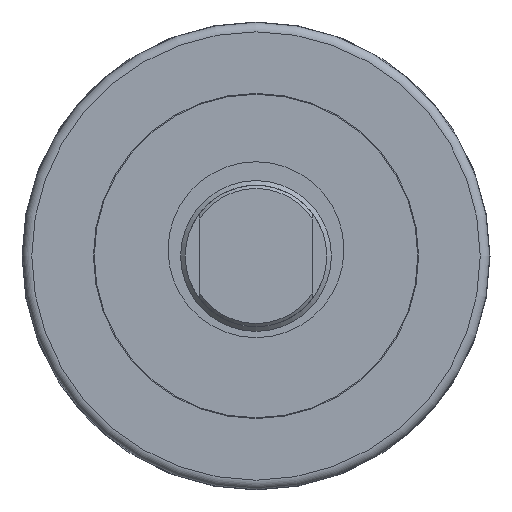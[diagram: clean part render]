
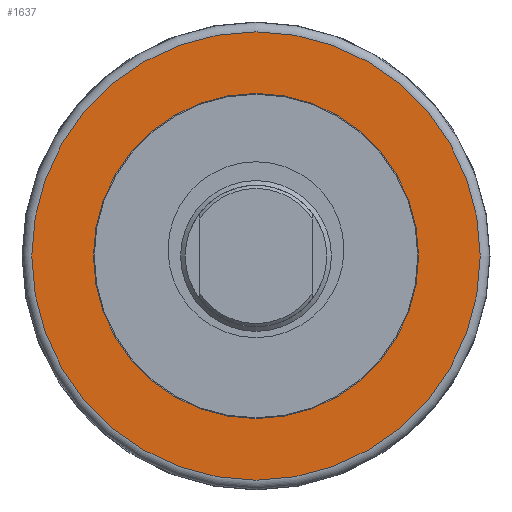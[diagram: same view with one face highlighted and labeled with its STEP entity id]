
A CAD part, left-side view. The second image highlights one B-rep face of the part: STEP entity #1637.
In plain terms, the highlighted planar face has unit normal (-1, 0, 0).
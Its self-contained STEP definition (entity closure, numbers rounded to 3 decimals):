
#84=FACE_BOUND('',#392,.T.);
#141=CIRCLE('',#1770,51.75);
#142=CIRCLE('',#1771,51.75);
#203=CIRCLE('',#1857,71.373);
#204=CIRCLE('',#1858,71.373);
#293=FACE_OUTER_BOUND('',#391,.T.);
#391=EDGE_LOOP('',(#1333,#1334));
#392=EDGE_LOOP('',(#1335,#1336));
#653=VERTEX_POINT('',#2694);
#654=VERTEX_POINT('',#2696);
#703=VERTEX_POINT('',#3021);
#704=VERTEX_POINT('',#3023);
#839=EDGE_CURVE('',#654,#653,#141,.T.);
#840=EDGE_CURVE('',#653,#654,#142,.T.);
#926=EDGE_CURVE('',#703,#704,#203,.T.);
#927=EDGE_CURVE('',#704,#703,#204,.T.);
#1333=ORIENTED_EDGE('',*,*,#927,.F.);
#1334=ORIENTED_EDGE('',*,*,#926,.F.);
#1335=ORIENTED_EDGE('',*,*,#839,.T.);
#1336=ORIENTED_EDGE('',*,*,#840,.T.);
#1473=PLANE('',#1859);
#1637=ADVANCED_FACE('',(#293,#84),#1473,.T.);
#1770=AXIS2_PLACEMENT_3D('',#2697,#2138,#2139);
#1771=AXIS2_PLACEMENT_3D('',#2698,#2140,#2141);
#1857=AXIS2_PLACEMENT_3D('',#3024,#2328,#2329);
#1858=AXIS2_PLACEMENT_3D('',#3025,#2330,#2331);
#1859=AXIS2_PLACEMENT_3D('',#3026,#2332,#2333);
#2138=DIRECTION('center_axis',(1.,0.,0.));
#2139=DIRECTION('ref_axis',(0.,1.,0.));
#2140=DIRECTION('center_axis',(1.,0.,0.));
#2141=DIRECTION('ref_axis',(0.,1.,0.));
#2328=DIRECTION('center_axis',(1.,0.,0.));
#2329=DIRECTION('ref_axis',(0.,1.,0.));
#2330=DIRECTION('center_axis',(1.,0.,0.));
#2331=DIRECTION('ref_axis',(0.,1.,0.));
#2332=DIRECTION('center_axis',(-1.,0.,0.));
#2333=DIRECTION('ref_axis',(0.,0.,-1.));
#2694=CARTESIAN_POINT('',(108.8,-51.75,0.));
#2696=CARTESIAN_POINT('',(108.8,51.75,0.));
#2697=CARTESIAN_POINT('Origin',(108.8,0.,0.));
#2698=CARTESIAN_POINT('Origin',(108.8,0.,0.));
#3021=CARTESIAN_POINT('',(108.8,0.,-71.373));
#3023=CARTESIAN_POINT('',(108.8,-71.373,0.));
#3024=CARTESIAN_POINT('Origin',(108.8,0.,0.));
#3025=CARTESIAN_POINT('Origin',(108.8,0.,0.));
#3026=CARTESIAN_POINT('Origin',(108.8,-65.416,0.));
